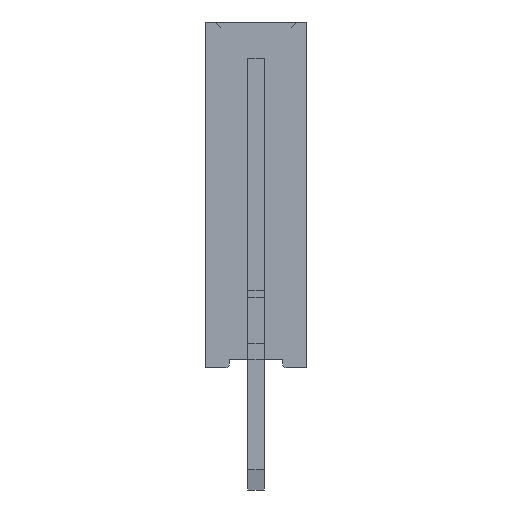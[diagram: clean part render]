
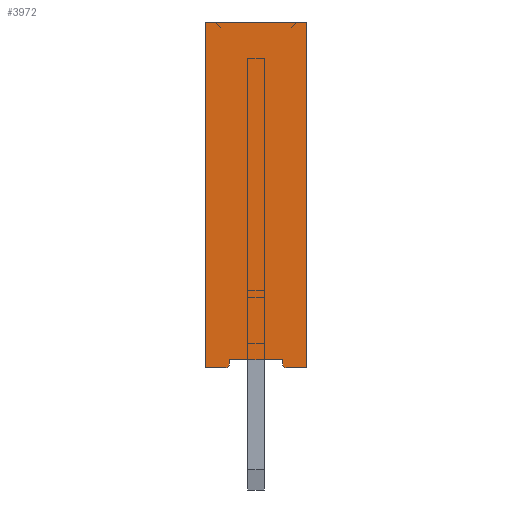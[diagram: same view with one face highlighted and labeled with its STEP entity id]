
A CAD part, front view. The second image highlights one B-rep face of the part: STEP entity #3972.
In plain terms, the highlighted planar face has unit normal (0, -1, 0).
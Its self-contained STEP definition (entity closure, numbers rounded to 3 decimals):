
#1084 = VERTEX_POINT('',#1085);
#1085 = CARTESIAN_POINT('',(-1.25,-97.79,0.));
#1091 = EDGE_CURVE('',#1092,#1084,#1094,.T.);
#1092 = VERTEX_POINT('',#1093);
#1093 = CARTESIAN_POINT('',(-0.75,-97.79,0.));
#1094 = LINE('',#1095,#1096);
#1095 = CARTESIAN_POINT('',(1.25,-97.79,0.));
#1096 = VECTOR('',#1097,1.);
#1097 = DIRECTION('',(-1.,0.,0.));
#1115 = EDGE_CURVE('',#1116,#1092,#1118,.T.);
#1116 = VERTEX_POINT('',#1117);
#1117 = CARTESIAN_POINT('',(-0.65,-97.79,0.1));
#1118 = CIRCLE('',#1119,0.1);
#1119 = AXIS2_PLACEMENT_3D('',#1120,#1121,#1122);
#1120 = CARTESIAN_POINT('',(-0.75,-97.79,0.1));
#1121 = DIRECTION('',(-0.,1.,0.));
#1122 = DIRECTION('',(1.,0.,0.));
#1140 = VERTEX_POINT('',#1141);
#1141 = CARTESIAN_POINT('',(-0.65,-97.79,0.2));
#1147 = EDGE_CURVE('',#1116,#1140,#1148,.T.);
#1148 = LINE('',#1149,#1150);
#1149 = CARTESIAN_POINT('',(-0.65,-97.79,0.1));
#1150 = VECTOR('',#1151,1.);
#1151 = DIRECTION('',(0.,0.,1.));
#1164 = VERTEX_POINT('',#1165);
#1165 = CARTESIAN_POINT('',(0.65,-97.79,0.2));
#1171 = EDGE_CURVE('',#1140,#1164,#1172,.T.);
#1172 = LINE('',#1173,#1174);
#1173 = CARTESIAN_POINT('',(0.95,-97.79,0.2));
#1174 = VECTOR('',#1175,1.);
#1175 = DIRECTION('',(1.,0.,0.));
#2514 = VERTEX_POINT('',#2515);
#2515 = CARTESIAN_POINT('',(0.65,-97.79,0.1));
#2521 = EDGE_CURVE('',#1164,#2514,#2522,.T.);
#2522 = LINE('',#2523,#2524);
#2523 = CARTESIAN_POINT('',(0.65,-97.79,0.05));
#2524 = VECTOR('',#2525,1.);
#2525 = DIRECTION('',(-0.,-0.,-1.));
#2538 = EDGE_CURVE('',#2539,#2514,#2541,.T.);
#2539 = VERTEX_POINT('',#2540);
#2540 = CARTESIAN_POINT('',(0.75,-97.79,0.));
#2541 = CIRCLE('',#2542,0.1);
#2542 = AXIS2_PLACEMENT_3D('',#2543,#2544,#2545);
#2543 = CARTESIAN_POINT('',(0.75,-97.79,0.1));
#2544 = DIRECTION('',(-0.,1.,0.));
#2545 = DIRECTION('',(1.,0.,0.));
#2563 = EDGE_CURVE('',#2564,#2539,#2566,.T.);
#2564 = VERTEX_POINT('',#2565);
#2565 = CARTESIAN_POINT('',(1.25,-97.79,0.));
#2566 = LINE('',#2567,#2568);
#2567 = CARTESIAN_POINT('',(1.25,-97.79,0.));
#2568 = VECTOR('',#2569,1.);
#2569 = DIRECTION('',(-1.,0.,0.));
#2587 = VERTEX_POINT('',#2588);
#2588 = CARTESIAN_POINT('',(1.25,-97.79,8.5));
#2594 = EDGE_CURVE('',#2564,#2587,#2595,.T.);
#2595 = LINE('',#2596,#2597);
#2596 = CARTESIAN_POINT('',(1.25,-97.79,0.));
#2597 = VECTOR('',#2598,1.);
#2598 = DIRECTION('',(0.,0.,1.));
#2611 = VERTEX_POINT('',#2612);
#2612 = CARTESIAN_POINT('',(-1.25,-97.79,8.5));
#2618 = EDGE_CURVE('',#2587,#2611,#2619,.T.);
#2619 = LINE('',#2620,#2621);
#2620 = CARTESIAN_POINT('',(1.25,-97.79,8.5));
#2621 = VECTOR('',#2622,1.);
#2622 = DIRECTION('',(-1.,0.,0.));
#3959 = EDGE_CURVE('',#1084,#2611,#3960,.T.);
#3960 = LINE('',#3961,#3962);
#3961 = CARTESIAN_POINT('',(-1.25,-97.79,0.));
#3962 = VECTOR('',#3963,1.);
#3963 = DIRECTION('',(0.,0.,1.));
#3972 = ADVANCED_FACE('',(#3973),#3985,.T.);
#3973 = FACE_BOUND('',#3974,.T.);
#3974 = EDGE_LOOP('',(#3975,#3976,#3977,#3978,#3979,#3980,#3981,#3982,
    #3983,#3984));
#3975 = ORIENTED_EDGE('',*,*,#2563,.F.);
#3976 = ORIENTED_EDGE('',*,*,#2594,.T.);
#3977 = ORIENTED_EDGE('',*,*,#2618,.T.);
#3978 = ORIENTED_EDGE('',*,*,#3959,.F.);
#3979 = ORIENTED_EDGE('',*,*,#1091,.F.);
#3980 = ORIENTED_EDGE('',*,*,#1115,.F.);
#3981 = ORIENTED_EDGE('',*,*,#1147,.T.);
#3982 = ORIENTED_EDGE('',*,*,#1171,.T.);
#3983 = ORIENTED_EDGE('',*,*,#2521,.T.);
#3984 = ORIENTED_EDGE('',*,*,#2538,.F.);
#3985 = PLANE('',#3986);
#3986 = AXIS2_PLACEMENT_3D('',#3987,#3988,#3989);
#3987 = CARTESIAN_POINT('',(1.25,-97.79,0.));
#3988 = DIRECTION('',(0.,-1.,0.));
#3989 = DIRECTION('',(-1.,0.,0.));
